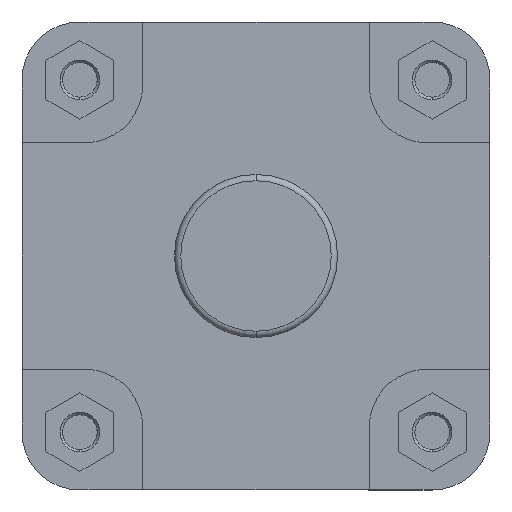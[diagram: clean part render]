
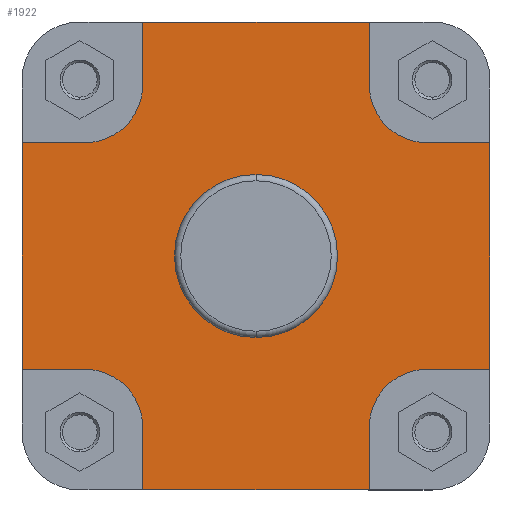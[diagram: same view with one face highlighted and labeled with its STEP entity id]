
A CAD part, left-side view. The second image highlights one B-rep face of the part: STEP entity #1922.
In plain terms, the highlighted planar face has unit normal (-1, 0, 0).
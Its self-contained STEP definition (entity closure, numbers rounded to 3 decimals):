
#512 = FACE_OUTER_BOUND ( 'NONE', #4500, .T. ) ;
#519 = FACE_BOUND ( 'NONE', #4616, .T. ) ;
#1456 = VERTEX_POINT ( 'NONE', #4715 ) ;
#1465 = VERTEX_POINT ( 'NONE', #4723 ) ;
#1469 = VERTEX_POINT ( 'NONE', #4727 ) ;
#1483 = VERTEX_POINT ( 'NONE', #4741 ) ;
#1495 = VERTEX_POINT ( 'NONE', #4753 ) ;
#1496 = VERTEX_POINT ( 'NONE', #4754 ) ;
#1503 = VERTEX_POINT ( 'NONE', #4761 ) ;
#1509 = VERTEX_POINT ( 'NONE', #4767 ) ;
#1511 = VERTEX_POINT ( 'NONE', #4769 ) ;
#1514 = VERTEX_POINT ( 'NONE', #4772 ) ;
#1545 = VERTEX_POINT ( 'NONE', #4803 ) ;
#1546 = VERTEX_POINT ( 'NONE', #4804 ) ;
#1584 = VERTEX_POINT ( 'NONE', #4842 ) ;
#1604 = VERTEX_POINT ( 'NONE', #4862 ) ;
#1605 = VERTEX_POINT ( 'NONE', #4863 ) ;
#1609 = VERTEX_POINT ( 'NONE', #4867 ) ;
#1610 = VERTEX_POINT ( 'NONE', #4868 ) ;
#1922 = ADVANCED_FACE ( 'NONE', ( #519, #512 ), #5091, .F. ) ;
#2140 = CIRCLE ( 'NONE', #6624, 32.4 ) ;
#2223 = CIRCLE ( 'NONE', #6625, 32.4 ) ;
#2236 = LINE ( 'NONE', #3135, #2250 ) ;
#2243 = LINE ( 'NONE', #3133, #2249 ) ;
#2244 = VECTOR ( 'NONE', #3134, 1000. ) ;
#2245 = LINE ( 'NONE', #3137, #2252 ) ;
#2247 = LINE ( 'NONE', #3128, #2244 ) ;
#2248 = CIRCLE ( 'NONE', #6642, 23. ) ;
#2249 = VECTOR ( 'NONE', #3136, 1000. ) ;
#2250 = VECTOR ( 'NONE', #3138, 1000. ) ;
#2252 = VECTOR ( 'NONE', #3139, 1000. ) ;
#2253 = VECTOR ( 'NONE', #3147, 1000. ) ;
#2254 = LINE ( 'NONE', #3141, #2255 ) ;
#2255 = VECTOR ( 'NONE', #3142, 1000. ) ;
#2256 = LINE ( 'NONE', #3146, #2259 ) ;
#2257 = LINE ( 'NONE', #3140, #2253 ) ;
#2258 = CIRCLE ( 'NONE', #6644, 23. ) ;
#2259 = VECTOR ( 'NONE', #3148, 1000. ) ;
#2260 = VECTOR ( 'NONE', #3156, 1000. ) ;
#2261 = LINE ( 'NONE', #3150, #2262 ) ;
#2262 = VECTOR ( 'NONE', #3151, 1000. ) ;
#2263 = LINE ( 'NONE', #3155, #2266 ) ;
#2264 = LINE ( 'NONE', #3149, #2260 ) ;
#2265 = CIRCLE ( 'NONE', #6646, 23. ) ;
#2266 = VECTOR ( 'NONE', #3157, 1000. ) ;
#2267 = VECTOR ( 'NONE', #3166, 1000. ) ;
#2268 = LINE ( 'NONE', #3159, #2269 ) ;
#2269 = VECTOR ( 'NONE', #3160, 1000. ) ;
#2272 = LINE ( 'NONE', #3158, #2267 ) ;
#2273 = CIRCLE ( 'NONE', #6647, 23. ) ;
#2974 = CARTESIAN_POINT ( 'NONE',  ( 55., 0., 0. ) ) ;
#2983 = DIRECTION ( 'NONE',  ( -1., 0., 0. ) ) ;
#2984 = DIRECTION ( 'NONE',  ( 0., 0., 1. ) ) ;
#3081 = CARTESIAN_POINT ( 'NONE',  ( 55., 0., 0. ) ) ;
#3088 = DIRECTION ( 'NONE',  ( -1., 0., 0. ) ) ;
#3089 = DIRECTION ( 'NONE',  ( 0., 0., 1. ) ) ;
#3124 = CARTESIAN_POINT ( 'NONE',  ( 55., -68., -68. ) ) ;
#3128 = CARTESIAN_POINT ( 'NONE',  ( 55., -93., -45. ) ) ;
#3131 = DIRECTION ( 'NONE',  ( -1., 0., 0. ) ) ;
#3132 = DIRECTION ( 'NONE',  ( 0., 0., -1. ) ) ;
#3133 = CARTESIAN_POINT ( 'NONE',  ( 55., -204.741, -93. ) ) ;
#3134 = DIRECTION ( 'NONE',  ( 0., 1., 0. ) ) ;
#3135 = CARTESIAN_POINT ( 'NONE',  ( 55., -45., -68. ) ) ;
#3136 = DIRECTION ( 'NONE',  ( 0., -1., 0. ) ) ;
#3137 = CARTESIAN_POINT ( 'NONE',  ( 55., -93., 0. ) ) ;
#3138 = DIRECTION ( 'NONE',  ( 0., 0., -1. ) ) ;
#3139 = DIRECTION ( 'NONE',  ( 0., 0., 1. ) ) ;
#3140 = CARTESIAN_POINT ( 'NONE',  ( 55., -45., 93. ) ) ;
#3141 = CARTESIAN_POINT ( 'NONE',  ( 55., -68., 45. ) ) ;
#3142 = DIRECTION ( 'NONE',  ( 0., -1., 0. ) ) ;
#3143 = CARTESIAN_POINT ( 'NONE',  ( 55., -68., 68. ) ) ;
#3144 = DIRECTION ( 'NONE',  ( -1., 0., 0. ) ) ;
#3145 = DIRECTION ( 'NONE',  ( 0., 0., -1. ) ) ;
#3146 = CARTESIAN_POINT ( 'NONE',  ( 55., -204.741, 93. ) ) ;
#3147 = DIRECTION ( 'NONE',  ( 0., 0., -1. ) ) ;
#3148 = DIRECTION ( 'NONE',  ( 0., -1., 0. ) ) ;
#3149 = CARTESIAN_POINT ( 'NONE',  ( 55., 93., 45. ) ) ;
#3150 = CARTESIAN_POINT ( 'NONE',  ( 55., 45., 68. ) ) ;
#3151 = DIRECTION ( 'NONE',  ( 0., 0., 1. ) ) ;
#3152 = CARTESIAN_POINT ( 'NONE',  ( 55., 68., 68. ) ) ;
#3153 = DIRECTION ( 'NONE',  ( -1., 0., 0. ) ) ;
#3154 = DIRECTION ( 'NONE',  ( 0., 0., -1. ) ) ;
#3155 = CARTESIAN_POINT ( 'NONE',  ( 55., 93., 0. ) ) ;
#3156 = DIRECTION ( 'NONE',  ( 0., -1., 0. ) ) ;
#3157 = DIRECTION ( 'NONE',  ( 0., 0., 1. ) ) ;
#3158 = CARTESIAN_POINT ( 'NONE',  ( 55., 45., -93. ) ) ;
#3159 = CARTESIAN_POINT ( 'NONE',  ( 55., 68., -45. ) ) ;
#3160 = DIRECTION ( 'NONE',  ( 0., 1., 0. ) ) ;
#3161 = CARTESIAN_POINT ( 'NONE',  ( 55., 68., -68. ) ) ;
#3162 = DIRECTION ( 'NONE',  ( -1., 0., 0. ) ) ;
#3163 = DIRECTION ( 'NONE',  ( 0., 0., -1. ) ) ;
#3166 = DIRECTION ( 'NONE',  ( 0., 0., 1. ) ) ;
#4133 = ORIENTED_EDGE ( 'NONE', *, *, #6196, .F. ) ;
#4134 = ORIENTED_EDGE ( 'NONE', *, *, #6199, .F. ) ;
#4135 = ORIENTED_EDGE ( 'NONE', *, *, #6198, .F. ) ;
#4136 = ORIENTED_EDGE ( 'NONE', *, *, #6197, .F. ) ;
#4221 = VERTEX_POINT ( 'NONE', #5957 ) ;
#4456 = ORIENTED_EDGE ( 'NONE', *, *, #6188, .F. ) ;
#4462 = ORIENTED_EDGE ( 'NONE', *, *, #6191, .F. ) ;
#4471 = ORIENTED_EDGE ( 'NONE', *, *, #6190, .T. ) ;
#4472 = ORIENTED_EDGE ( 'NONE', *, *, #6172, .F. ) ;
#4473 = ORIENTED_EDGE ( 'NONE', *, *, #6124, .F. ) ;
#4500 = EDGE_LOOP ( 'NONE', ( #4471, #4462, #4456, #4628, #7142, #7143, #7144, #7141, #4133, #4136, #4135, #4134, #7161, #7162, #7163, #7164 ) ) ;
#4616 = EDGE_LOOP ( 'NONE', ( #4473, #4472 ) ) ;
#4628 = ORIENTED_EDGE ( 'NONE', *, *, #6189, .F. ) ;
#4715 = CARTESIAN_POINT ( 'NONE',  ( 55., -68., 45. ) ) ;
#4723 = CARTESIAN_POINT ( 'NONE',  ( 55., -93., -45. ) ) ;
#4727 = CARTESIAN_POINT ( 'NONE',  ( 55., 45., 93. ) ) ;
#4741 = CARTESIAN_POINT ( 'NONE',  ( 55., 45., -68. ) ) ;
#4753 = CARTESIAN_POINT ( 'NONE',  ( 55., -93., 45. ) ) ;
#4754 = CARTESIAN_POINT ( 'NONE',  ( 55., -45., -93. ) ) ;
#4761 = CARTESIAN_POINT ( 'NONE',  ( 55., -45., -68. ) ) ;
#4767 = CARTESIAN_POINT ( 'NONE',  ( 55., -68., -45. ) ) ;
#4769 = CARTESIAN_POINT ( 'NONE',  ( 55., 68., 45. ) ) ;
#4772 = CARTESIAN_POINT ( 'NONE',  ( 55., 45., -93. ) ) ;
#4803 = CARTESIAN_POINT ( 'NONE',  ( 55., 93., -45. ) ) ;
#4804 = CARTESIAN_POINT ( 'NONE',  ( 55., -45., 68. ) ) ;
#4842 = CARTESIAN_POINT ( 'NONE',  ( 55., 0., -32.4 ) ) ;
#4862 = CARTESIAN_POINT ( 'NONE',  ( 55., 45., 68. ) ) ;
#4863 = CARTESIAN_POINT ( 'NONE',  ( 55., -45., 93. ) ) ;
#4867 = CARTESIAN_POINT ( 'NONE',  ( 55., 68., -45. ) ) ;
#4868 = CARTESIAN_POINT ( 'NONE',  ( 55., 93., 45. ) ) ;
#5080 = CARTESIAN_POINT ( 'NONE',  ( 55., 32.4, 0. ) ) ;
#5091 = PLANE ( 'NONE',  #6358 ) ;
#5092 = DIRECTION ( 'NONE',  ( 1., 0., 0. ) ) ;
#5093 = DIRECTION ( 'NONE',  ( 0., 0., -1. ) ) ;
#5957 = CARTESIAN_POINT ( 'NONE',  ( 55., 0., 32.4 ) ) ;
#6124 = EDGE_CURVE ( 'NONE', #4221, #1584, #2140, .T. ) ;
#6172 = EDGE_CURVE ( 'NONE', #1584, #4221, #2223, .T. ) ;
#6188 = EDGE_CURVE ( 'NONE', #1509, #1503, #2248, .T. ) ;
#6189 = EDGE_CURVE ( 'NONE', #1465, #1509, #2247, .T. ) ;
#6190 = EDGE_CURVE ( 'NONE', #1514, #1496, #2243, .T. ) ;
#6191 = EDGE_CURVE ( 'NONE', #1503, #1496, #2236, .T. ) ;
#6192 = EDGE_CURVE ( 'NONE', #1465, #1495, #2245, .T. ) ;
#6193 = EDGE_CURVE ( 'NONE', #1456, #1495, #2254, .T. ) ;
#6194 = EDGE_CURVE ( 'NONE', #1546, #1456, #2258, .T. ) ;
#6195 = EDGE_CURVE ( 'NONE', #1605, #1546, #2257, .T. ) ;
#6196 = EDGE_CURVE ( 'NONE', #1469, #1605, #2256, .T. ) ;
#6197 = EDGE_CURVE ( 'NONE', #1604, #1469, #2261, .T. ) ;
#6198 = EDGE_CURVE ( 'NONE', #1511, #1604, #2265, .T. ) ;
#6199 = EDGE_CURVE ( 'NONE', #1610, #1511, #2264, .T. ) ;
#6200 = EDGE_CURVE ( 'NONE', #1545, #1610, #2263, .T. ) ;
#6201 = EDGE_CURVE ( 'NONE', #1609, #1545, #2268, .T. ) ;
#6202 = EDGE_CURVE ( 'NONE', #1483, #1609, #2273, .T. ) ;
#6203 = EDGE_CURVE ( 'NONE', #1514, #1483, #2272, .T. ) ;
#6358 = AXIS2_PLACEMENT_3D ( 'NONE', #5080, #5092, #5093 ) ;
#6624 = AXIS2_PLACEMENT_3D ( 'NONE', #2974, #2983, #2984 ) ;
#6625 = AXIS2_PLACEMENT_3D ( 'NONE', #3081, #3088, #3089 ) ;
#6642 = AXIS2_PLACEMENT_3D ( 'NONE', #3124, #3131, #3132 ) ;
#6644 = AXIS2_PLACEMENT_3D ( 'NONE', #3143, #3144, #3145 ) ;
#6646 = AXIS2_PLACEMENT_3D ( 'NONE', #3152, #3153, #3154 ) ;
#6647 = AXIS2_PLACEMENT_3D ( 'NONE', #3161, #3162, #3163 ) ;
#7141 = ORIENTED_EDGE ( 'NONE', *, *, #6195, .F. ) ;
#7142 = ORIENTED_EDGE ( 'NONE', *, *, #6192, .T. ) ;
#7143 = ORIENTED_EDGE ( 'NONE', *, *, #6193, .F. ) ;
#7144 = ORIENTED_EDGE ( 'NONE', *, *, #6194, .F. ) ;
#7161 = ORIENTED_EDGE ( 'NONE', *, *, #6200, .F. ) ;
#7162 = ORIENTED_EDGE ( 'NONE', *, *, #6201, .F. ) ;
#7163 = ORIENTED_EDGE ( 'NONE', *, *, #6202, .F. ) ;
#7164 = ORIENTED_EDGE ( 'NONE', *, *, #6203, .F. ) ;
